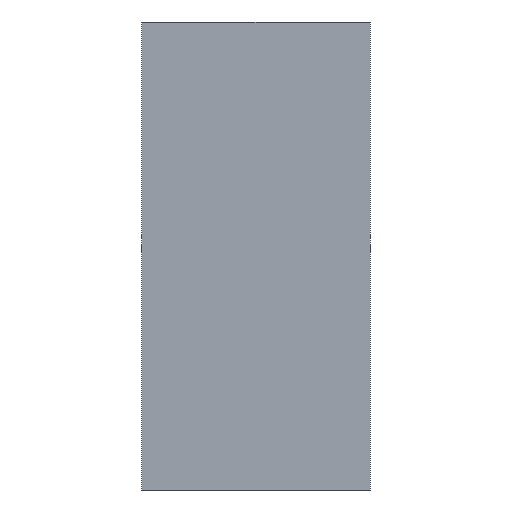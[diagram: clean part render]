
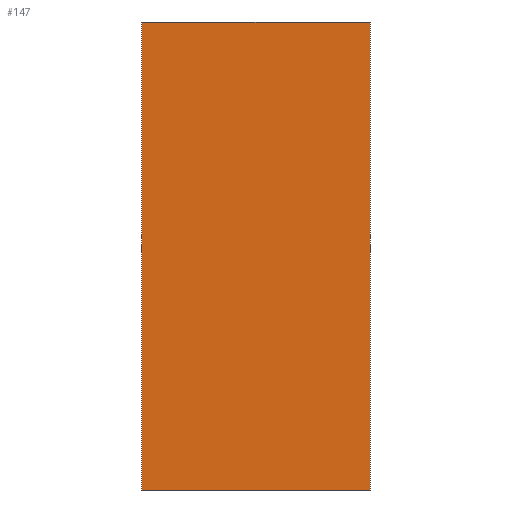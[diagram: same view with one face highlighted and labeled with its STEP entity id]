
A CAD part, front view. The second image highlights one B-rep face of the part: STEP entity #147.
In plain terms, the highlighted planar face has unit normal (0, -1, 0).
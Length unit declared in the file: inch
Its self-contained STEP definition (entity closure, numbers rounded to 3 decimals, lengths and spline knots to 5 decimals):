
#21=FACE_OUTER_BOUND('',#29,.T.);
#29=EDGE_LOOP('',(#123,#124,#125,#126));
#31=LINE('',#211,#49);
#38=LINE('',#225,#56);
#47=LINE('',#242,#65);
#48=LINE('',#244,#66);
#49=VECTOR('',#175,0.3937);
#56=VECTOR('',#184,0.3937);
#65=VECTOR('',#201,0.3937);
#66=VECTOR('',#204,0.3937);
#67=VERTEX_POINT('',#209);
#68=VERTEX_POINT('',#210);
#73=VERTEX_POINT('',#222);
#78=VERTEX_POINT('',#240);
#79=EDGE_CURVE('',#67,#68,#31,.T.);
#86=EDGE_CURVE('',#73,#67,#38,.T.);
#95=EDGE_CURVE('',#78,#68,#47,.T.);
#96=EDGE_CURVE('',#78,#73,#48,.F.);
#123=ORIENTED_EDGE('',*,*,#96,.F.);
#124=ORIENTED_EDGE('',*,*,#95,.T.);
#125=ORIENTED_EDGE('',*,*,#79,.F.);
#126=ORIENTED_EDGE('',*,*,#86,.F.);
#139=PLANE('',#169);
#147=ADVANCED_FACE('',(#21),#139,.T.);
#169=AXIS2_PLACEMENT_3D('',#243,#202,#203);
#175=DIRECTION('',(1.,0.,0.));
#184=DIRECTION('',(0.,0.,1.));
#201=DIRECTION('',(0.,0.,1.));
#202=DIRECTION('center_axis',(0.,-1.,0.));
#203=DIRECTION('ref_axis',(1.,0.,0.));
#204=DIRECTION('',(1.,0.,0.));
#209=CARTESIAN_POINT('',(-351.375,23.87495,-59.813));
#210=CARTESIAN_POINT('',(-335.375,23.87495,-59.813));
#211=CARTESIAN_POINT('',(-347.375,23.87495,-59.813));
#222=CARTESIAN_POINT('',(-351.375,23.87495,-92.625));
#225=CARTESIAN_POINT('',(-351.375,23.87495,-84.125));
#240=CARTESIAN_POINT('',(-335.375,23.87495,-92.625));
#242=CARTESIAN_POINT('',(-335.375,23.87495,-84.125));
#243=CARTESIAN_POINT('Origin',(-351.375,23.87495,-84.125));
#244=CARTESIAN_POINT('',(-347.375,23.87495,-92.625));
